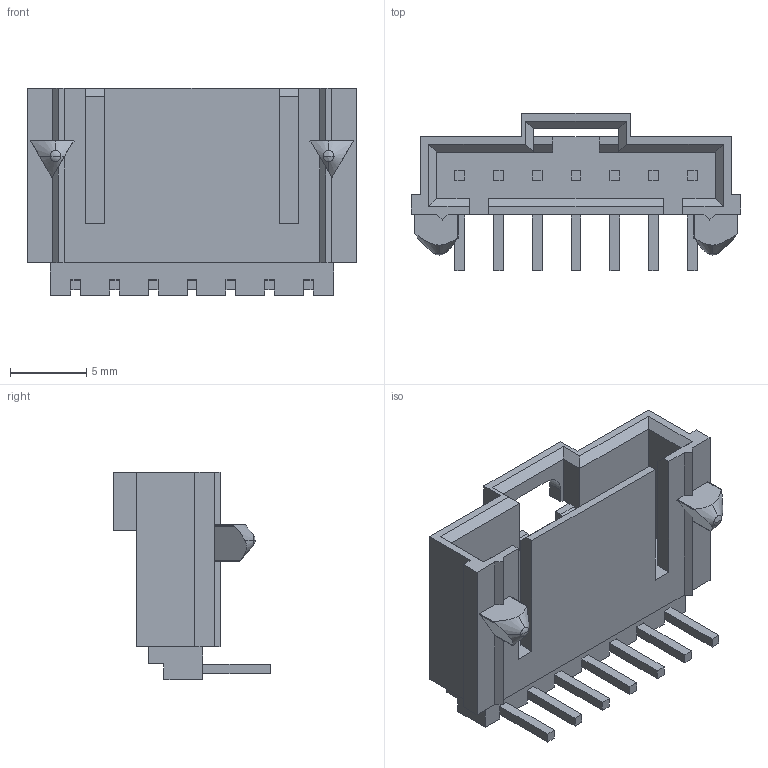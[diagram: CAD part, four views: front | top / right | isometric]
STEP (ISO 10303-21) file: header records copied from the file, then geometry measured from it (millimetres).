
FILE_DESCRIPTION (( 'STEP AP214' ), '1' );
FILE_NAME ('705550006.STEP', '2015-11-28T03:51:49', ( '' ), ( '' ), 'SwSTEP 2.0', 'SolidWorks 2015', '' );
FILE_SCHEMA (( 'AUTOMOTIVE_DESIGN' ));
Length unit declared in the file: inch
Products named in the file (1): 705550006
Bounding box: 21.59 x 10.29 x 13.59 mm (x, y, z)
Volume: 818.9 mm3; surface area: 1523.4 mm2
Topology: 1 solids, 1 shells, 235 faces, 645 edges, 414 vertices
Faces by surface type: plane 210, cylinder 16, cone 5, torus 2, bspline 2
Entity records: 8437 total; most frequent: CARTESIAN_POINT 1489, ORIENTED_EDGE 1282, DIRECTION 1124, EDGE_CURVE 641, LINE 570, VECTOR 570, VERTEX_POINT 414, AXIS2_PLACEMENT_3D 277
